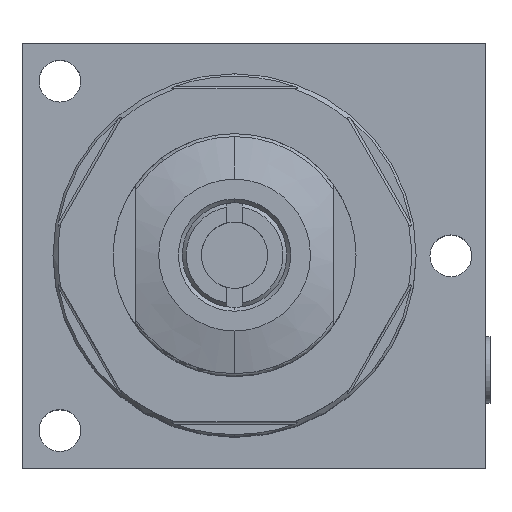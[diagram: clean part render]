
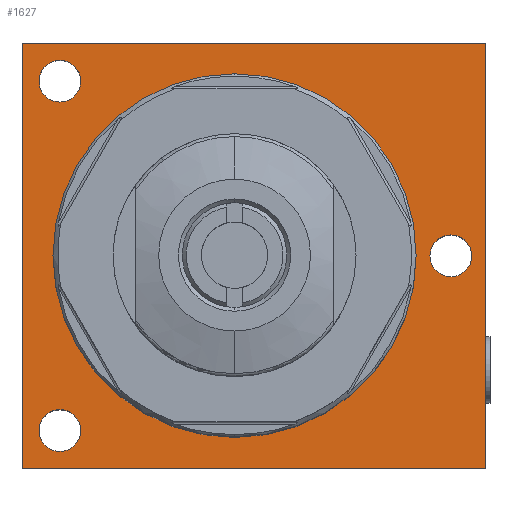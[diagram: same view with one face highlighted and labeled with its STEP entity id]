
A CAD part, top view. The second image highlights one B-rep face of the part: STEP entity #1627.
In plain terms, the highlighted planar face has unit normal (0, 0, 1).
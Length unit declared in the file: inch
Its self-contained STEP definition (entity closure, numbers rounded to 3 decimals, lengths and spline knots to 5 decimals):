
#187=DIRECTION('',(0.,1.,0.));
#188=VECTOR('',#187,3.5);
#189=CARTESIAN_POINT('',(-1.75,-1.75,0.813));
#190=LINE('',#189,#188);
#191=CARTESIAN_POINT('',(0.,0.,0.813));
#192=DIRECTION('',(0.,0.,1.));
#193=DIRECTION('',(1.,0.,0.));
#194=AXIS2_PLACEMENT_3D('',#191,#192,#193);
#196=CARTESIAN_POINT('',(0.,0.,0.813));
#197=DIRECTION('',(0.,0.,1.));
#198=DIRECTION('',(-1.,0.,0.));
#199=AXIS2_PLACEMENT_3D('',#196,#197,#198);
#201=CARTESIAN_POINT('',(-1.438,-1.438,0.813));
#202=DIRECTION('',(0.,0.,-1.));
#203=DIRECTION('',(-1.,0.,0.));
#204=AXIS2_PLACEMENT_3D('',#201,#202,#203);
#206=CARTESIAN_POINT('',(-1.438,-1.438,0.813));
#207=DIRECTION('',(0.,0.,-1.));
#208=DIRECTION('',(1.,0.,0.));
#209=AXIS2_PLACEMENT_3D('',#206,#207,#208);
#211=CARTESIAN_POINT('',(-1.438,1.438,0.813));
#212=DIRECTION('',(0.,0.,-1.));
#213=DIRECTION('',(-1.,0.,0.));
#214=AXIS2_PLACEMENT_3D('',#211,#212,#213);
#216=CARTESIAN_POINT('',(-1.438,1.438,0.813));
#217=DIRECTION('',(0.,0.,-1.));
#218=DIRECTION('',(1.,0.,0.));
#219=AXIS2_PLACEMENT_3D('',#216,#217,#218);
#221=CARTESIAN_POINT('',(1.781,0.,0.813));
#222=DIRECTION('',(0.,0.,-1.));
#223=DIRECTION('',(-1.,0.,0.));
#224=AXIS2_PLACEMENT_3D('',#221,#222,#223);
#226=CARTESIAN_POINT('',(1.781,0.,0.813));
#227=DIRECTION('',(0.,0.,-1.));
#228=DIRECTION('',(1.,0.,0.));
#229=AXIS2_PLACEMENT_3D('',#226,#227,#228);
#239=DIRECTION('',(1.,0.,0.));
#240=VECTOR('',#239,3.813);
#241=CARTESIAN_POINT('',(-1.75,-1.75,0.813));
#242=LINE('',#241,#240);
#259=DIRECTION('',(1.,0.,0.));
#260=VECTOR('',#259,3.813);
#261=CARTESIAN_POINT('',(-1.75,1.75,0.813));
#262=LINE('',#261,#260);
#267=DIRECTION('',(0.,1.,0.));
#268=VECTOR('',#267,3.5);
#269=CARTESIAN_POINT('',(2.063,-1.75,0.813));
#270=LINE('',#269,#268);
#1385=CARTESIAN_POINT('',(-1.75,-1.75,0.813));
#1386=VERTEX_POINT('',#1385);
#1387=CARTESIAN_POINT('',(2.063,-1.75,0.813));
#1388=VERTEX_POINT('',#1387);
#1393=CARTESIAN_POINT('',(-1.75,1.75,0.813));
#1394=VERTEX_POINT('',#1393);
#1395=CARTESIAN_POINT('',(2.063,1.75,0.813));
#1396=VERTEX_POINT('',#1395);
#1397=CARTESIAN_POINT('',(1.495,0.,0.813));
#1398=CARTESIAN_POINT('',(-1.495,0.,0.813));
#1399=VERTEX_POINT('',#1397);
#1400=VERTEX_POINT('',#1398);
#1405=CARTESIAN_POINT('',(-1.61,-1.438,0.813));
#1406=CARTESIAN_POINT('',(-1.266,-1.438,0.813));
#1407=VERTEX_POINT('',#1405);
#1408=VERTEX_POINT('',#1406);
#1413=CARTESIAN_POINT('',(-1.61,1.438,0.813));
#1414=CARTESIAN_POINT('',(-1.266,1.438,0.813));
#1415=VERTEX_POINT('',#1413);
#1416=VERTEX_POINT('',#1414);
#1421=CARTESIAN_POINT('',(1.609,0.,0.813));
#1422=CARTESIAN_POINT('',(1.953,0.,0.813));
#1423=VERTEX_POINT('',#1421);
#1424=VERTEX_POINT('',#1422);
#1590=CARTESIAN_POINT('',(-1.75,-1.75,0.813));
#1591=DIRECTION('',(0.,0.,1.));
#1592=DIRECTION('',(1.,0.,0.));
#1593=AXIS2_PLACEMENT_3D('',#1590,#1591,#1592);
#1594=PLANE('',#1593);
#1596=ORIENTED_EDGE('',*,*,#1595,.F.);
#1598=ORIENTED_EDGE('',*,*,#1597,.T.);
#1600=ORIENTED_EDGE('',*,*,#1599,.T.);
#1602=ORIENTED_EDGE('',*,*,#1601,.F.);
#1603=EDGE_LOOP('',(#1596,#1598,#1600,#1602));
#1604=FACE_OUTER_BOUND('',#1603,.F.);
#1606=ORIENTED_EDGE('',*,*,#1605,.T.);
#1608=ORIENTED_EDGE('',*,*,#1607,.T.);
#1609=EDGE_LOOP('',(#1606,#1608));
#1610=FACE_BOUND('',#1609,.F.);
#1611=ORIENTED_EDGE('',*,*,#1584,.F.);
#1612=ORIENTED_EDGE('',*,*,#1521,.F.);
#1613=EDGE_LOOP('',(#1611,#1612));
#1614=FACE_BOUND('',#1613,.F.);
#1616=ORIENTED_EDGE('',*,*,#1615,.F.);
#1618=ORIENTED_EDGE('',*,*,#1617,.F.);
#1619=EDGE_LOOP('',(#1616,#1618));
#1620=FACE_BOUND('',#1619,.F.);
#1622=ORIENTED_EDGE('',*,*,#1621,.F.);
#1624=ORIENTED_EDGE('',*,*,#1623,.F.);
#1625=EDGE_LOOP('',(#1622,#1624));
#1626=FACE_BOUND('',#1625,.F.);
#195=CIRCLE('',#194,1.495);
#200=CIRCLE('',#199,1.495);
#205=CIRCLE('',#204,0.172);
#210=CIRCLE('',#209,0.172);
#215=CIRCLE('',#214,0.172);
#220=CIRCLE('',#219,0.172);
#225=CIRCLE('',#224,0.172);
#230=CIRCLE('',#229,0.172);
#1521=EDGE_CURVE('',#1408,#1407,#210,.T.);
#1584=EDGE_CURVE('',#1407,#1408,#205,.T.);
#1595=EDGE_CURVE('',#1386,#1388,#242,.T.);
#1597=EDGE_CURVE('',#1386,#1394,#190,.T.);
#1599=EDGE_CURVE('',#1394,#1396,#262,.T.);
#1601=EDGE_CURVE('',#1388,#1396,#270,.T.);
#1605=EDGE_CURVE('',#1399,#1400,#195,.T.);
#1607=EDGE_CURVE('',#1400,#1399,#200,.T.);
#1615=EDGE_CURVE('',#1415,#1416,#215,.T.);
#1617=EDGE_CURVE('',#1416,#1415,#220,.T.);
#1621=EDGE_CURVE('',#1423,#1424,#225,.T.);
#1623=EDGE_CURVE('',#1424,#1423,#230,.T.);
#1627=ADVANCED_FACE('',(#1604,#1610,#1614,#1620,#1626),#1594,.T.);
